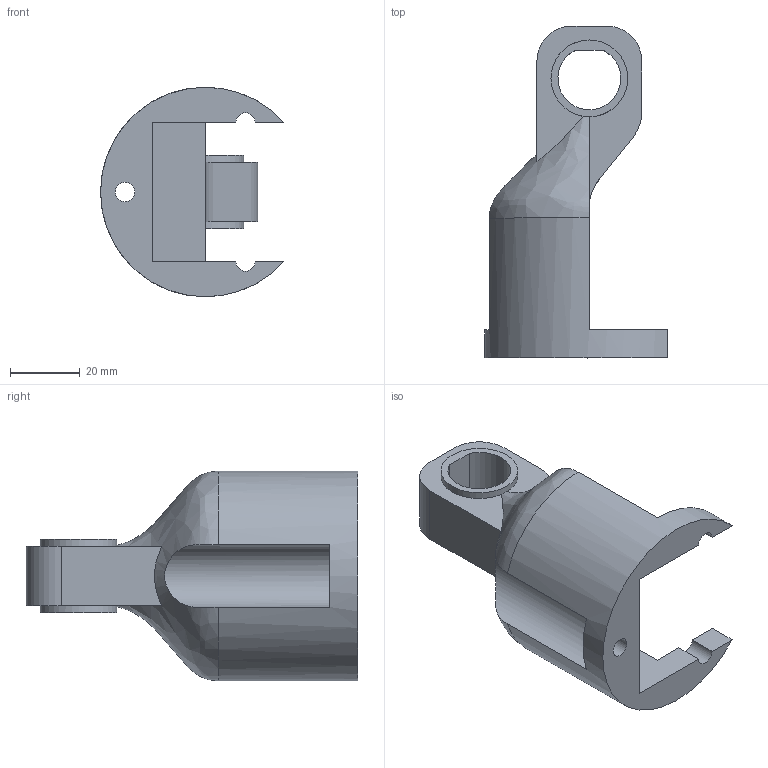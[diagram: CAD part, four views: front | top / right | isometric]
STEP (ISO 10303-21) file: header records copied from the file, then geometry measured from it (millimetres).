
FILE_DESCRIPTION(/* description */ ('STEP AP214'),/* implementation_level */ '2;1');
FILE_NAME(/* name */ '61fa9e37de1f9b6a4c35e569',/* time_stamp */ '2022-02-02T15:07:37+00:00',/* author */ (''),/* organization */ (''),/* preprocessor_version */ 'ST-DEVELOPER v18.101',/* originating_system */ ' ',/* authorisation */ ' ');
FILE_SCHEMA (('AUTOMOTIVE_DESIGN {1 0 10303 214 3 1 1}'));
Length unit declared in the file: metre
Products named in the file (1): Poignet
Bounding box: 52.36 x 95 x 60 mm (x, y, z)
Volume: 60186.8 mm3; surface area: 18385.9 mm2
Topology: 1 solids, 1 shells, 32 faces, 90 edges, 60 vertices
Faces by surface type: plane 20, cylinder 10, bspline 2
Full cylindrical faces by diameter (mm): 5.5 x1, 22 x2
Entity records: 1093 total; most frequent: CARTESIAN_POINT 254, ORIENTED_EDGE 170, DIRECTION 160, EDGE_CURVE 85, VERTEX_POINT 58, AXIS2_PLACEMENT_3D 54, LINE 52, VECTOR 52
